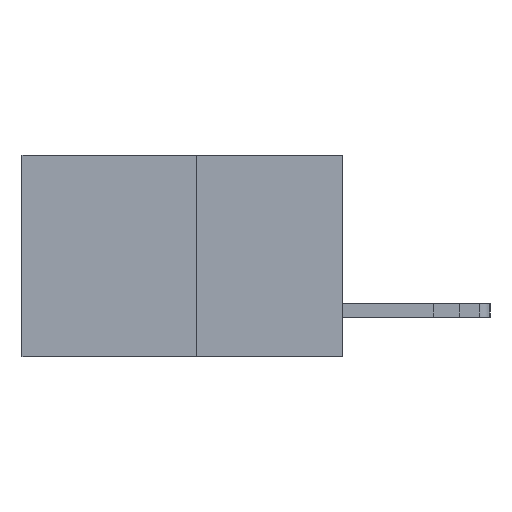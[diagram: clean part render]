
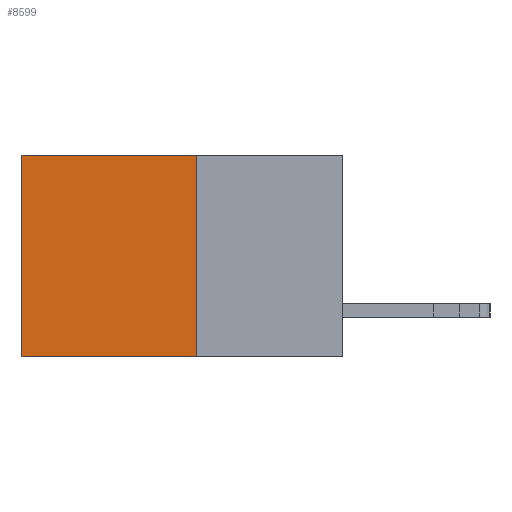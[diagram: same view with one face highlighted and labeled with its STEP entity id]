
A CAD part, left-side view. The second image highlights one B-rep face of the part: STEP entity #8599.
In plain terms, the highlighted planar face has unit normal (-1, 0, 0).
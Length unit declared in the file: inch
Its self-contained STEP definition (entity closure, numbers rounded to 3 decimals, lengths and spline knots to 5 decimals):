
#505 = CARTESIAN_POINT ( 'NONE',  ( 0.277, 0.27, 0. ) ) ;
#762 = DIRECTION ( 'NONE',  ( 0., 0., -1. ) ) ;
#1173 = VECTOR ( 'NONE', #9465, 39.37008 ) ;
#1783 = VECTOR ( 'NONE', #762, 39.37008 ) ;
#2578 = CARTESIAN_POINT ( 'NONE',  ( 0.277, 0.59, 0. ) ) ;
#3369 = CARTESIAN_POINT ( 'NONE',  ( 0.277, 0.59, -0.37 ) ) ;
#4251 = VECTOR ( 'NONE', #5227, 39.37008 ) ;
#5009 = CARTESIAN_POINT ( 'NONE',  ( 0.277, 0.59, -0.37 ) ) ;
#5227 = DIRECTION ( 'NONE',  ( 0., 0., -1. ) ) ;
#5341 = PLANE ( 'NONE',  #21073 ) ;
#5745 = CARTESIAN_POINT ( 'NONE',  ( 0.277, 0.27, -0.37 ) ) ;
#6338 = VERTEX_POINT ( 'NONE', #2578 ) ;
#7338 = LINE ( 'NONE', #22681, #1783 ) ;
#7611 = VERTEX_POINT ( 'NONE', #505 ) ;
#8599 = ADVANCED_FACE ( 'NONE', ( #16433 ), #5341, .F. ) ;
#9152 = VERTEX_POINT ( 'NONE', #5009 ) ;
#9465 = DIRECTION ( 'NONE',  ( 0., 1., 0. ) ) ;
#10907 = CARTESIAN_POINT ( 'NONE',  ( 0.277, 0.27, -0.37 ) ) ;
#12456 = LINE ( 'NONE', #17692, #21464 ) ;
#12699 = ORIENTED_EDGE ( 'NONE', *, *, #16464, .T. ) ;
#12749 = DIRECTION ( 'NONE',  ( 0., 0., -1. ) ) ;
#13422 = ORIENTED_EDGE ( 'NONE', *, *, #13985, .F. ) ;
#13510 = EDGE_CURVE ( 'NONE', #7611, #22784, #7338, .T. ) ;
#13985 = EDGE_CURVE ( 'NONE', #22784, #9152, #15935, .T. ) ;
#14425 = ORIENTED_EDGE ( 'NONE', *, *, #13510, .F. ) ;
#14477 = ORIENTED_EDGE ( 'NONE', *, *, #22730, .T. ) ;
#15935 = LINE ( 'NONE', #5745, #1173 ) ;
#16433 = FACE_OUTER_BOUND ( 'NONE', #18043, .T. ) ;
#16464 = EDGE_CURVE ( 'NONE', #6338, #9152, #18826, .T. ) ;
#17692 = CARTESIAN_POINT ( 'NONE',  ( 0.277, 0.27, 0. ) ) ;
#17776 = DIRECTION ( 'NONE',  ( 0., 1., 0. ) ) ;
#17926 = CARTESIAN_POINT ( 'NONE',  ( 0.277, 0.27, -0.37 ) ) ;
#18043 = EDGE_LOOP ( 'NONE', ( #12699, #13422, #14425, #14477 ) ) ;
#18826 = LINE ( 'NONE', #3369, #4251 ) ;
#21073 = AXIS2_PLACEMENT_3D ( 'NONE', #10907, #23480, #12749 ) ;
#21464 = VECTOR ( 'NONE', #17776, 39.37008 ) ;
#22681 = CARTESIAN_POINT ( 'NONE',  ( 0.277, 0.27, -0.37 ) ) ;
#22730 = EDGE_CURVE ( 'NONE', #7611, #6338, #12456, .T. ) ;
#22784 = VERTEX_POINT ( 'NONE', #17926 ) ;
#23480 = DIRECTION ( 'NONE',  ( 1., 0., 0. ) ) ;
